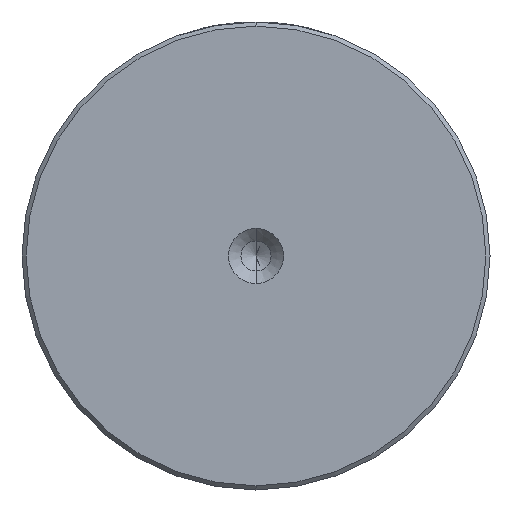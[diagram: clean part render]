
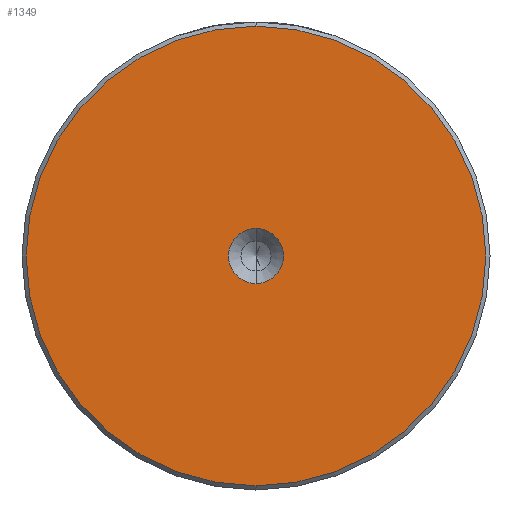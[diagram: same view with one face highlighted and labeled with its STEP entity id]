
A CAD part, left-side view. The second image highlights one B-rep face of the part: STEP entity #1349.
In plain terms, the highlighted planar face has unit normal (-1, 0, 0).
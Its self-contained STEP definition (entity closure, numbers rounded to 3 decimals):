
#6 = VERTEX_POINT ( 'NONE', #2853 ) ;
#8 = DIRECTION ( 'NONE',  ( 0., 0., 1. ) ) ;
#91 = DIRECTION ( 'NONE',  ( -1., 0., 0. ) ) ;
#232 = DIRECTION ( 'NONE',  ( -1., 0., 0. ) ) ;
#381 = DIRECTION ( 'NONE',  ( -1., 0., 0. ) ) ;
#465 = CARTESIAN_POINT ( 'NONE',  ( 0., 0., 0. ) ) ;
#466 = CIRCLE ( 'NONE', #944, 3.3 ) ;
#525 = CARTESIAN_POINT ( 'NONE',  ( 0., 0., 3.3 ) ) ;
#610 = AXIS2_PLACEMENT_3D ( 'NONE', #1560, #91, #1816 ) ;
#707 = DIRECTION ( 'NONE',  ( 0., 0., 1. ) ) ;
#747 = EDGE_LOOP ( 'NONE', ( #2415, #2998 ) ) ;
#879 = ORIENTED_EDGE ( 'NONE', *, *, #1467, .F. ) ;
#902 = VERTEX_POINT ( 'NONE', #1316 ) ;
#944 = AXIS2_PLACEMENT_3D ( 'NONE', #1868, #381, #2124 ) ;
#1197 = CIRCLE ( 'NONE', #610, 3.3 ) ;
#1316 = CARTESIAN_POINT ( 'NONE',  ( 0., 0., 27.5 ) ) ;
#1349 = ADVANCED_FACE ( 'NONE', ( #2015, #2102 ), #2718, .T. ) ;
#1354 = ORIENTED_EDGE ( 'NONE', *, *, #1437, .F. ) ;
#1409 = VERTEX_POINT ( 'NONE', #1537 ) ;
#1433 = EDGE_LOOP ( 'NONE', ( #879, #1354 ) ) ;
#1437 = EDGE_CURVE ( 'NONE', #1409, #2895, #1197, .T. ) ;
#1467 = EDGE_CURVE ( 'NONE', #2895, #1409, #466, .T. ) ;
#1478 = DIRECTION ( 'NONE',  ( -1., 0., 0. ) ) ;
#1537 = CARTESIAN_POINT ( 'NONE',  ( 0., 0., -3.3 ) ) ;
#1560 = CARTESIAN_POINT ( 'NONE',  ( 0., 0., 0. ) ) ;
#1717 = CARTESIAN_POINT ( 'NONE',  ( 0., 0., 0. ) ) ;
#1816 = DIRECTION ( 'NONE',  ( 0., 0., 1. ) ) ;
#1868 = CARTESIAN_POINT ( 'NONE',  ( 0., 0., 0. ) ) ;
#1974 = DIRECTION ( 'NONE',  ( 0., 0., 1. ) ) ;
#2015 = FACE_OUTER_BOUND ( 'NONE', #747, .T. ) ;
#2102 = FACE_BOUND ( 'NONE', #1433, .T. ) ;
#2124 = DIRECTION ( 'NONE',  ( 0., 0., 1. ) ) ;
#2198 = DIRECTION ( 'NONE',  ( -1., 0., 0. ) ) ;
#2259 = AXIS2_PLACEMENT_3D ( 'NONE', #465, #2198, #707 ) ;
#2415 = ORIENTED_EDGE ( 'NONE', *, *, #3025, .T. ) ;
#2660 = AXIS2_PLACEMENT_3D ( 'NONE', #1717, #232, #1974 ) ;
#2667 = AXIS2_PLACEMENT_3D ( 'NONE', #2967, #1478, #8 ) ;
#2718 = PLANE ( 'NONE',  #2667 ) ;
#2760 = EDGE_CURVE ( 'NONE', #902, #6, #2966, .T. ) ;
#2853 = CARTESIAN_POINT ( 'NONE',  ( 0., 0., -27.5 ) ) ;
#2895 = VERTEX_POINT ( 'NONE', #525 ) ;
#2966 = CIRCLE ( 'NONE', #2660, 27.5 ) ;
#2967 = CARTESIAN_POINT ( 'NONE',  ( 0., 0., 0. ) ) ;
#2970 = CIRCLE ( 'NONE', #2259, 27.5 ) ;
#2998 = ORIENTED_EDGE ( 'NONE', *, *, #2760, .T. ) ;
#3025 = EDGE_CURVE ( 'NONE', #6, #902, #2970, .T. ) ;
